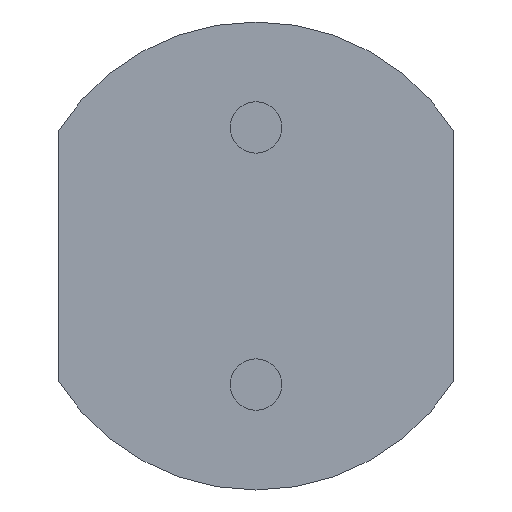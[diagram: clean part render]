
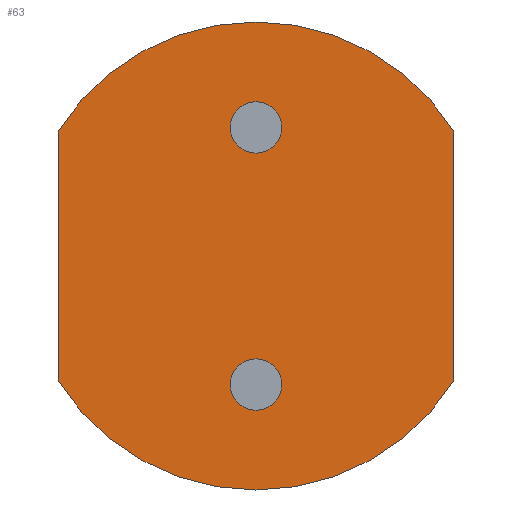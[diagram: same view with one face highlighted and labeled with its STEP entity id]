
A CAD part, front view. The second image highlights one B-rep face of the part: STEP entity #63.
In plain terms, the highlighted planar face has unit normal (0, -1, 0).
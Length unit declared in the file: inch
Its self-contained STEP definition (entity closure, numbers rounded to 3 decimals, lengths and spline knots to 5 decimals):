
#24 = ORIENTED_EDGE ( 'NONE', *, *, #129, .F. ) ;
#25 = EDGE_LOOP ( 'NONE', ( #49, #50, #53, #111, #38 ) ) ;
#37 = VERTEX_POINT ( 'NONE', #407 ) ;
#38 = ORIENTED_EDGE ( 'NONE', *, *, #39, .F. ) ;
#39 = EDGE_CURVE ( 'NONE', #117, #37, #406, .T. ) ;
#40 = EDGE_LOOP ( 'NONE', ( #41, #43 ) ) ;
#41 = ORIENTED_EDGE ( 'NONE', *, *, #42, .F. ) ;
#42 = EDGE_CURVE ( 'NONE', #213, #210, #401, .T. ) ;
#43 = ORIENTED_EDGE ( 'NONE', *, *, #212, .F. ) ;
#49 = ORIENTED_EDGE ( 'NONE', *, *, #115, .F. ) ;
#50 = ORIENTED_EDGE ( 'NONE', *, *, #52, .F. ) ;
#51 = VERTEX_POINT ( 'NONE', #375 ) ;
#52 = EDGE_CURVE ( 'NONE', #51, #116, #374, .T. ) ;
#53 = ORIENTED_EDGE ( 'NONE', *, *, #54, .F. ) ;
#54 = EDGE_CURVE ( 'NONE', #55, #51, #370, .T. ) ;
#55 = VERTEX_POINT ( 'NONE', #365 ) ;
#63 = ADVANCED_FACE ( 'NONE', ( #425, #424, #423 ), #431, .F. ) ;
#64 = EDGE_LOOP ( 'NONE', ( #88, #24 ) ) ;
#88 = ORIENTED_EDGE ( 'NONE', *, *, #89, .F. ) ;
#89 = EDGE_CURVE ( 'NONE', #130, #127, #332, .T. ) ;
#111 = ORIENTED_EDGE ( 'NONE', *, *, #112, .F. ) ;
#112 = EDGE_CURVE ( 'NONE', #37, #55, #519, .T. ) ;
#115 = EDGE_CURVE ( 'NONE', #116, #117, #526, .T. ) ;
#116 = VERTEX_POINT ( 'NONE', #614 ) ;
#117 = VERTEX_POINT ( 'NONE', #613 ) ;
#127 = VERTEX_POINT ( 'NONE', #512 ) ;
#129 = EDGE_CURVE ( 'NONE', #127, #130, #511, .T. ) ;
#130 = VERTEX_POINT ( 'NONE', #506 ) ;
#210 = VERTEX_POINT ( 'NONE', #755 ) ;
#212 = EDGE_CURVE ( 'NONE', #210, #213, #702, .T. ) ;
#213 = VERTEX_POINT ( 'NONE', #754 ) ;
#329 = DIRECTION ( 'NONE',  ( 0., 0., 1. ) ) ;
#330 = DIRECTION ( 'NONE',  ( 0., -1., 0. ) ) ;
#331 = AXIS2_PLACEMENT_3D ( 'NONE', #337, #330, #329 ) ;
#332 = CIRCLE ( 'NONE', #331, 0.01 ) ;
#337 = CARTESIAN_POINT ( 'NONE',  ( 0., -0.08, 0.05 ) ) ;
#365 = CARTESIAN_POINT ( 'NONE',  ( 0.077, -0.08, -0.0485 ) ) ;
#366 = DIRECTION ( 'NONE',  ( 0., 0., 1. ) ) ;
#367 = DIRECTION ( 'NONE',  ( 0., 1., 0. ) ) ;
#368 = CARTESIAN_POINT ( 'NONE',  ( 0., -0.08, 0. ) ) ;
#369 = AXIS2_PLACEMENT_3D ( 'NONE', #368, #367, #366 ) ;
#370 = CIRCLE ( 'NONE', #369, 0.091 ) ;
#371 = DIRECTION ( 'NONE',  ( 0., 0., 1. ) ) ;
#372 = VECTOR ( 'NONE', #371, 39.37008 ) ;
#373 = CARTESIAN_POINT ( 'NONE',  ( -0.077, -0.08, -0.0485 ) ) ;
#374 = LINE ( 'NONE', #373, #372 ) ;
#375 = CARTESIAN_POINT ( 'NONE',  ( -0.077, -0.08, -0.0485 ) ) ;
#397 = DIRECTION ( 'NONE',  ( 0., 0., 1. ) ) ;
#398 = DIRECTION ( 'NONE',  ( 0., -1., 0. ) ) ;
#399 = CARTESIAN_POINT ( 'NONE',  ( 0., -0.08, -0.05 ) ) ;
#400 = AXIS2_PLACEMENT_3D ( 'NONE', #399, #398, #397 ) ;
#401 = CIRCLE ( 'NONE', #400, 0.01 ) ;
#402 = DIRECTION ( 'NONE',  ( 0., 0., 1. ) ) ;
#403 = DIRECTION ( 'NONE',  ( 0., 1., 0. ) ) ;
#404 = CARTESIAN_POINT ( 'NONE',  ( 0., -0.08, 0. ) ) ;
#405 = AXIS2_PLACEMENT_3D ( 'NONE', #404, #403, #402 ) ;
#406 = CIRCLE ( 'NONE', #405, 0.091 ) ;
#407 = CARTESIAN_POINT ( 'NONE',  ( 0.077, -0.08, 0.0485 ) ) ;
#417 = DIRECTION ( 'NONE',  ( 0., 0., 1. ) ) ;
#418 = DIRECTION ( 'NONE',  ( 0., 1., 0. ) ) ;
#419 = CARTESIAN_POINT ( 'NONE',  ( 0., -0.08, 0. ) ) ;
#422 = AXIS2_PLACEMENT_3D ( 'NONE', #419, #418, #417 ) ;
#423 = FACE_BOUND ( 'NONE', #40, .T. ) ;
#424 = FACE_OUTER_BOUND ( 'NONE', #25, .T. ) ;
#425 = FACE_BOUND ( 'NONE', #64, .T. ) ;
#431 = PLANE ( 'NONE',  #422 ) ;
#506 = CARTESIAN_POINT ( 'NONE',  ( 0., -0.08, 0.06 ) ) ;
#507 = DIRECTION ( 'NONE',  ( 0., 0., 1. ) ) ;
#508 = DIRECTION ( 'NONE',  ( 0., -1., 0. ) ) ;
#509 = CARTESIAN_POINT ( 'NONE',  ( 0., -0.08, 0.05 ) ) ;
#510 = AXIS2_PLACEMENT_3D ( 'NONE', #509, #508, #507 ) ;
#511 = CIRCLE ( 'NONE', #510, 0.01 ) ;
#512 = CARTESIAN_POINT ( 'NONE',  ( 0., -0.08, 0.04 ) ) ;
#518 = CARTESIAN_POINT ( 'NONE',  ( 0.077, -0.08, -0.0485 ) ) ;
#519 = LINE ( 'NONE', #518, #648 ) ;
#526 = CIRCLE ( 'NONE', #596, 0.091 ) ;
#594 = DIRECTION ( 'NONE',  ( 0., 1., 0. ) ) ;
#595 = CARTESIAN_POINT ( 'NONE',  ( 0., -0.08, 0. ) ) ;
#596 = AXIS2_PLACEMENT_3D ( 'NONE', #595, #594, #615 ) ;
#613 = CARTESIAN_POINT ( 'NONE',  ( 0., -0.08, 0.091 ) ) ;
#614 = CARTESIAN_POINT ( 'NONE',  ( -0.077, -0.08, 0.0485 ) ) ;
#615 = DIRECTION ( 'NONE',  ( 0., 0., 1. ) ) ;
#647 = DIRECTION ( 'NONE',  ( 0., 0., -1. ) ) ;
#648 = VECTOR ( 'NONE', #647, 39.37008 ) ;
#698 = DIRECTION ( 'NONE',  ( 0., 0., 1. ) ) ;
#699 = DIRECTION ( 'NONE',  ( 0., -1., 0. ) ) ;
#700 = CARTESIAN_POINT ( 'NONE',  ( 0., -0.08, -0.05 ) ) ;
#701 = AXIS2_PLACEMENT_3D ( 'NONE', #700, #699, #698 ) ;
#702 = CIRCLE ( 'NONE', #701, 0.01 ) ;
#754 = CARTESIAN_POINT ( 'NONE',  ( 0., -0.08, -0.04 ) ) ;
#755 = CARTESIAN_POINT ( 'NONE',  ( 0., -0.08, -0.06 ) ) ;
